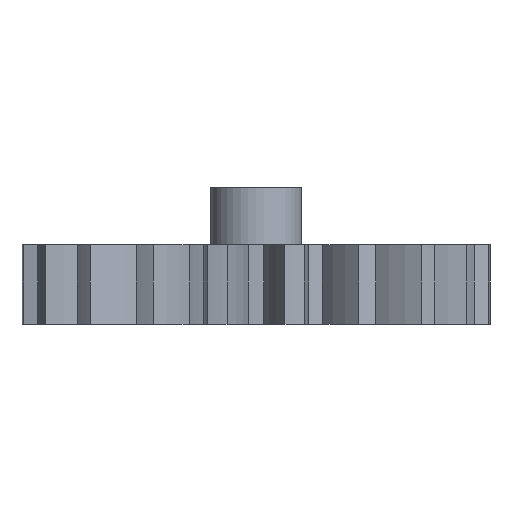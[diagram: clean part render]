
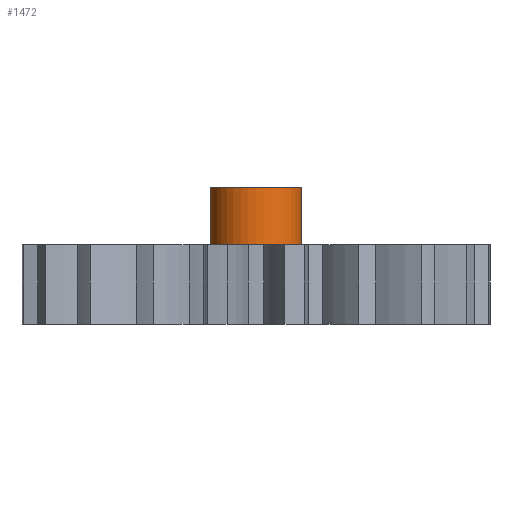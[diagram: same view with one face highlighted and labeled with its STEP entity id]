
A CAD part, front view. The second image highlights one B-rep face of the part: STEP entity #1472.
In plain terms, the highlighted cylindrical face has radius 4 mm (diameter 8 mm), a partial arc.
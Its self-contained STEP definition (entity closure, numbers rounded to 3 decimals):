
#16=LINE('',#2419,#96);
#18=LINE('',#2422,#98);
#96=VECTOR('',#1822,10.);
#98=VECTOR('',#1824,10.);
#187=CIRCLE('',#1577,4.);
#188=CIRCLE('',#1578,4.);
#345=FACE_OUTER_BOUND('',#430,.T.);
#430=EDGE_LOOP('',(#922,#923,#924,#925));
#519=VERTEX_POINT('',#2415);
#520=VERTEX_POINT('',#2416);
#521=VERTEX_POINT('',#2418);
#522=VERTEX_POINT('',#2420);
#680=EDGE_CURVE('',#519,#521,#16,.T.);
#682=EDGE_CURVE('',#520,#522,#18,.T.);
#683=EDGE_CURVE('',#520,#519,#187,.T.);
#684=EDGE_CURVE('',#521,#522,#188,.T.);
#922=ORIENTED_EDGE('',*,*,#683,.F.);
#923=ORIENTED_EDGE('',*,*,#682,.T.);
#924=ORIENTED_EDGE('',*,*,#684,.F.);
#925=ORIENTED_EDGE('',*,*,#680,.F.);
#1392=CYLINDRICAL_SURFACE('',#1576,4.);
#1472=ADVANCED_FACE('',(#345),#1392,.T.);
#1576=AXIS2_PLACEMENT_3D('',#2423,#1825,#1826);
#1577=AXIS2_PLACEMENT_3D('',#2424,#1827,#1828);
#1578=AXIS2_PLACEMENT_3D('',#2425,#1829,#1830);
#1822=DIRECTION('',(0.,0.,1.));
#1824=DIRECTION('',(0.,0.,1.));
#1825=DIRECTION('center_axis',(0.,0.,1.));
#1826=DIRECTION('ref_axis',(1.,0.,0.));
#1827=DIRECTION('center_axis',(0.,0.,-1.));
#1828=DIRECTION('ref_axis',(1.,0.,0.));
#1829=DIRECTION('center_axis',(0.,0.,1.));
#1830=DIRECTION('ref_axis',(1.,0.,0.));
#2415=CARTESIAN_POINT('',(-2.646,3.,7.));
#2416=CARTESIAN_POINT('',(2.646,3.,7.));
#2418=CARTESIAN_POINT('',(-2.646,3.,12.));
#2419=CARTESIAN_POINT('',(-2.646,3.,7.));
#2420=CARTESIAN_POINT('',(2.646,3.,12.));
#2422=CARTESIAN_POINT('',(2.646,3.,7.));
#2423=CARTESIAN_POINT('Origin',(0.,0.,7.));
#2424=CARTESIAN_POINT('Origin',(0.,0.,7.));
#2425=CARTESIAN_POINT('Origin',(0.,0.,12.));
